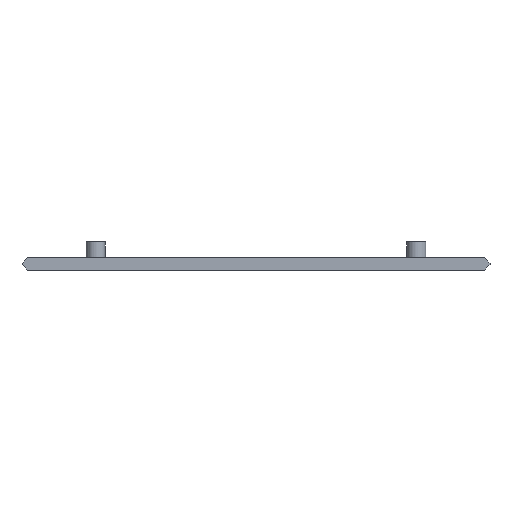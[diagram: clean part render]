
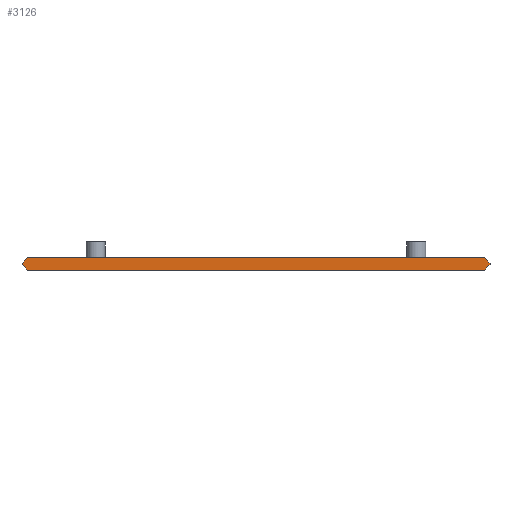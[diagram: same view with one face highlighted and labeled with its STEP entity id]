
A CAD part, front view. The second image highlights one B-rep face of the part: STEP entity #3126.
In plain terms, the highlighted planar face has unit normal (0, -1, 0).
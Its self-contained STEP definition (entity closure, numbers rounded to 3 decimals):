
#108=FACE_OUTER_BOUND('',#296,.T.);
#296=EDGE_LOOP('',(#2239,#2240,#2241,#2242,#2243,#2244,#2245,#2246));
#488=LINE('',#4282,#915);
#491=LINE('',#4287,#918);
#493=LINE('',#4291,#920);
#495=LINE('',#4295,#922);
#627=LINE('',#4572,#1054);
#628=LINE('',#4574,#1055);
#629=LINE('',#4576,#1056);
#630=LINE('',#4577,#1057);
#915=VECTOR('',#3488,10.);
#918=VECTOR('',#3493,10.);
#920=VECTOR('',#3497,10.);
#922=VECTOR('',#3501,10.);
#1054=VECTOR('',#3647,10.);
#1055=VECTOR('',#3648,10.);
#1056=VECTOR('',#3649,10.);
#1057=VECTOR('',#3650,10.);
#1341=VERTEX_POINT('',#4279);
#1342=VERTEX_POINT('',#4281);
#1343=VERTEX_POINT('',#4285);
#1344=VERTEX_POINT('',#4289);
#1345=VERTEX_POINT('',#4293);
#1483=VERTEX_POINT('',#4571);
#1484=VERTEX_POINT('',#4573);
#1485=VERTEX_POINT('',#4575);
#1640=EDGE_CURVE('',#1341,#1342,#488,.T.);
#1643=EDGE_CURVE('',#1343,#1341,#491,.T.);
#1645=EDGE_CURVE('',#1344,#1343,#493,.T.);
#1647=EDGE_CURVE('',#1345,#1344,#495,.T.);
#1785=EDGE_CURVE('',#1483,#1345,#627,.T.);
#1786=EDGE_CURVE('',#1484,#1483,#628,.T.);
#1787=EDGE_CURVE('',#1485,#1484,#629,.T.);
#1788=EDGE_CURVE('',#1342,#1485,#630,.T.);
#2239=ORIENTED_EDGE('',*,*,#1647,.F.);
#2240=ORIENTED_EDGE('',*,*,#1785,.F.);
#2241=ORIENTED_EDGE('',*,*,#1786,.F.);
#2242=ORIENTED_EDGE('',*,*,#1787,.F.);
#2243=ORIENTED_EDGE('',*,*,#1788,.F.);
#2244=ORIENTED_EDGE('',*,*,#1640,.F.);
#2245=ORIENTED_EDGE('',*,*,#1643,.F.);
#2246=ORIENTED_EDGE('',*,*,#1645,.F.);
#2977=PLANE('',#3305);
#3126=ADVANCED_FACE('',(#108),#2977,.F.);
#3305=AXIS2_PLACEMENT_3D('',#4570,#3645,#3646);
#3488=DIRECTION('',(-0.707,0.,-0.707));
#3493=DIRECTION('',(0.,0.,-1.));
#3497=DIRECTION('',(0.707,0.,-0.707));
#3501=DIRECTION('',(1.,0.,0.));
#3645=DIRECTION('center_axis',(0.,1.,0.));
#3646=DIRECTION('ref_axis',(0.,0.,1.));
#3647=DIRECTION('',(0.707,0.,0.707));
#3648=DIRECTION('',(0.,0.,1.));
#3649=DIRECTION('',(-0.707,0.,0.707));
#3650=DIRECTION('',(-1.,0.,0.));
#4279=CARTESIAN_POINT('',(74.3,-5.,-0.2));
#4281=CARTESIAN_POINT('',(72.5,-5.,-2.));
#4282=CARTESIAN_POINT('',(55.775,-5.,-18.725));
#4285=CARTESIAN_POINT('',(74.3,-5.,0.2));
#4287=CARTESIAN_POINT('',(74.3,-5.,0.1));
#4289=CARTESIAN_POINT('',(72.5,-5.,2.));
#4291=CARTESIAN_POINT('',(54.875,-5.,19.625));
#4293=CARTESIAN_POINT('',(-72.5,-5.,2.));
#4295=CARTESIAN_POINT('',(-36.25,-5.,2.));
#4570=CARTESIAN_POINT('Origin',(0.,-5.,0.));
#4571=CARTESIAN_POINT('',(-74.3,-5.,0.2));
#4572=CARTESIAN_POINT('',(-55.775,-5.,18.725));
#4573=CARTESIAN_POINT('',(-74.3,-5.,-0.2));
#4574=CARTESIAN_POINT('',(-74.3,-5.,-0.1));
#4575=CARTESIAN_POINT('',(-72.5,-5.,-2.));
#4576=CARTESIAN_POINT('',(-54.875,-5.,-19.625));
#4577=CARTESIAN_POINT('',(36.25,-5.,-2.));
